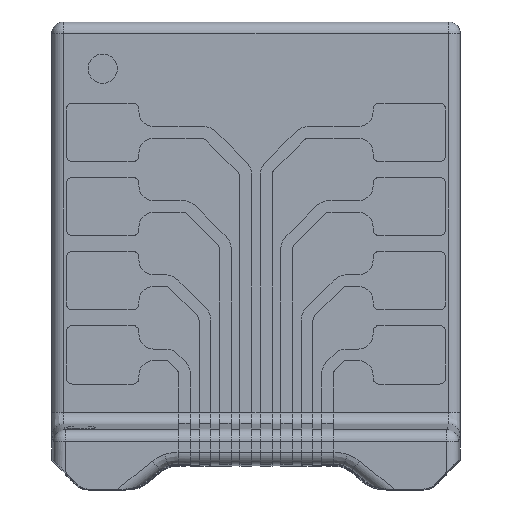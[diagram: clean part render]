
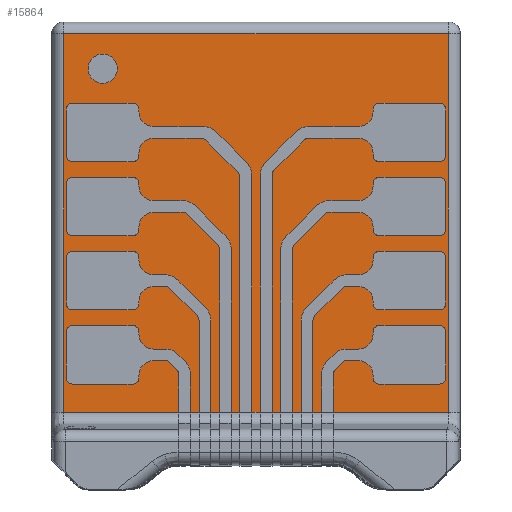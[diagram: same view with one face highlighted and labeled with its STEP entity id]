
A CAD part, top view. The second image highlights one B-rep face of the part: STEP entity #15864.
In plain terms, the highlighted planar face has unit normal (0, 0, 1).
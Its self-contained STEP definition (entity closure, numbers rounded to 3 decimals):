
#69 = CARTESIAN_POINT ( 'NONE',  ( 3.296, 7.8, 0.45 ) ) ;
#418 = DIRECTION ( 'NONE',  ( 0., 1., 0. ) ) ;
#2341 = LINE ( 'NONE', #2463, #21830 ) ;
#2463 = CARTESIAN_POINT ( 'NONE',  ( 3.296, 8., 0.45 ) ) ;
#2732 = VECTOR ( 'NONE', #18667, 1000. ) ;
#3148 = AXIS2_PLACEMENT_3D ( 'NONE', #10002, #6296, #11897 ) ;
#4362 = ORIENTED_EDGE ( 'NONE', *, *, #16068, .T. ) ;
#6071 = EDGE_CURVE ( 'NONE', #6475, #7608, #14336, .T. ) ;
#6296 = DIRECTION ( 'NONE',  ( 0., 0., -1. ) ) ;
#6431 = DIRECTION ( 'NONE',  ( 1., 0., 0. ) ) ;
#6475 = VERTEX_POINT ( 'NONE', #6526 ) ;
#6526 = CARTESIAN_POINT ( 'NONE',  ( -3.296, 1.314, 0.45 ) ) ;
#7010 = EDGE_CURVE ( 'NONE', #7608, #10120, #2341, .T. ) ;
#7608 = VERTEX_POINT ( 'NONE', #21313 ) ;
#8104 = CARTESIAN_POINT ( 'NONE',  ( -3.296, 7.8, 0.45 ) ) ;
#8328 = CARTESIAN_POINT ( 'NONE',  ( 3.492, 1.314, 0.45 ) ) ;
#8979 = ORIENTED_EDGE ( 'NONE', *, *, #6071, .T. ) ;
#10002 = CARTESIAN_POINT ( 'NONE',  ( -3.5, 8., 0.45 ) ) ;
#10120 = VERTEX_POINT ( 'NONE', #69 ) ;
#11897 = DIRECTION ( 'NONE',  ( 0., 1., 0. ) ) ;
#11979 = VERTEX_POINT ( 'NONE', #8104 ) ;
#11990 = CARTESIAN_POINT ( 'NONE',  ( -3.492, 7.8, 0.45 ) ) ;
#14336 = LINE ( 'NONE', #8328, #19917 ) ;
#15135 = ORIENTED_EDGE ( 'NONE', *, *, #15234, .T. ) ;
#15234 = EDGE_CURVE ( 'NONE', #10120, #11979, #23388, .T. ) ;
#15340 = LINE ( 'NONE', #24681, #2732 ) ;
#15864 = ADVANCED_FACE ( 'NONE', ( #19451 ), #23791, .F. ) ;
#16068 = EDGE_CURVE ( 'NONE', #11979, #6475, #15340, .T. ) ;
#17245 = DIRECTION ( 'NONE',  ( -1., 0., 0. ) ) ;
#17676 = ORIENTED_EDGE ( 'NONE', *, *, #7010, .T. ) ;
#18047 = EDGE_LOOP ( 'NONE', ( #17676, #15135, #4362, #8979 ) ) ;
#18269 = VECTOR ( 'NONE', #17245, 1000. ) ;
#18667 = DIRECTION ( 'NONE',  ( 0., -1., 0. ) ) ;
#19451 = FACE_OUTER_BOUND ( 'NONE', #18047, .T. ) ;
#19917 = VECTOR ( 'NONE', #6431, 1000. ) ;
#21313 = CARTESIAN_POINT ( 'NONE',  ( 3.296, 1.314, 0.45 ) ) ;
#21830 = VECTOR ( 'NONE', #418, 1000. ) ;
#23388 = LINE ( 'NONE', #11990, #18269 ) ;
#23791 = PLANE ( 'NONE',  #3148 ) ;
#24681 = CARTESIAN_POINT ( 'NONE',  ( -3.296, 1.131, 0.45 ) ) ;
